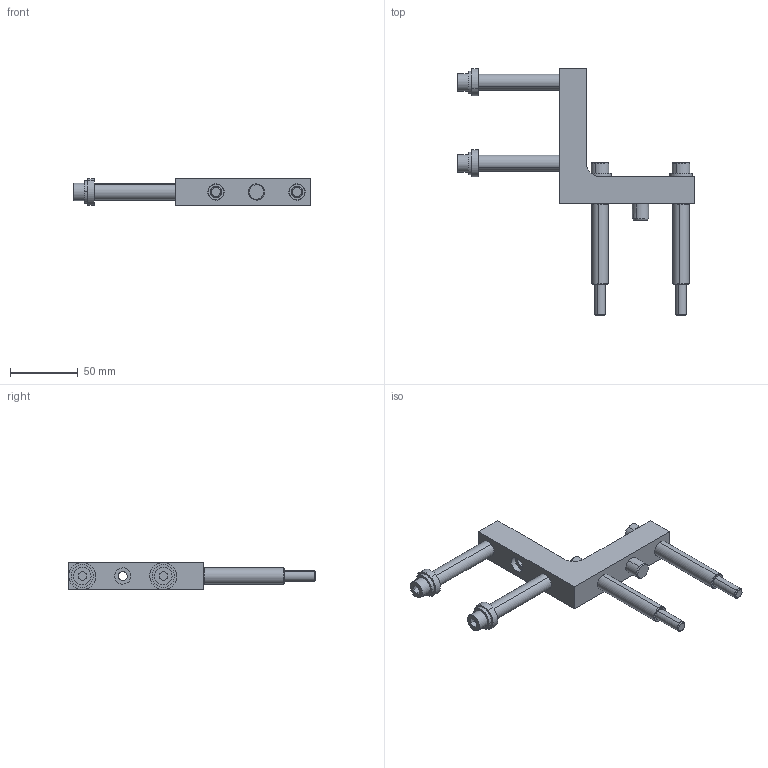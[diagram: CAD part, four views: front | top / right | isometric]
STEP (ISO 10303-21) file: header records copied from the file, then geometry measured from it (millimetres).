
FILE_DESCRIPTION(('CATIA V5 STEP Exchange','CAx-IF Rec.Pracs.--- Model Styling and Organization---1.4--- 2014-01-23'),'2;1');
FILE_NAME('TOS_024_SET_457611_02.stp','2021-06-08T10:44:08+00:00',('none'),('none'),'CATIA Version 5-6 Release 2018 SP3 HF13','CATIA V5 STEP AP214','none');
FILE_SCHEMA(('AUTOMOTIVE_DESIGN { 1 0 10303 214 1 1 1 1 }'));
Length unit declared in the file: millimetre
Products named in the file (1): TOS_024_SET_457611_02
Bounding box: 175.5 x 182.5 x 20 mm (x, y, z)
Volume: 109120.2 mm3; surface area: 46654.5 mm2
Topology: 1 solids, 1 shells, 197 faces, 440 edges, 282 vertices
Faces by surface type: cylinder 77, plane 70, cone 42, torus 8
Entity records: 5314 total; most frequent: CARTESIAN_POINT 1076, ORIENTED_EDGE 880, DIRECTION 682, EDGE_CURVE 440, AXIS2_PLACEMENT_3D 360, VERTEX_POINT 282, EDGE_LOOP 236, CIRCLE 224
